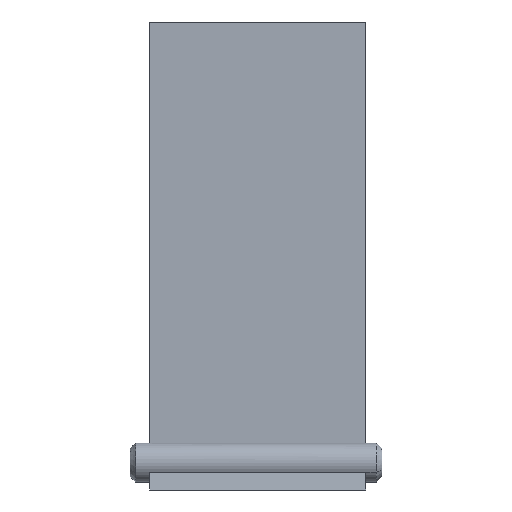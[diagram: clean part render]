
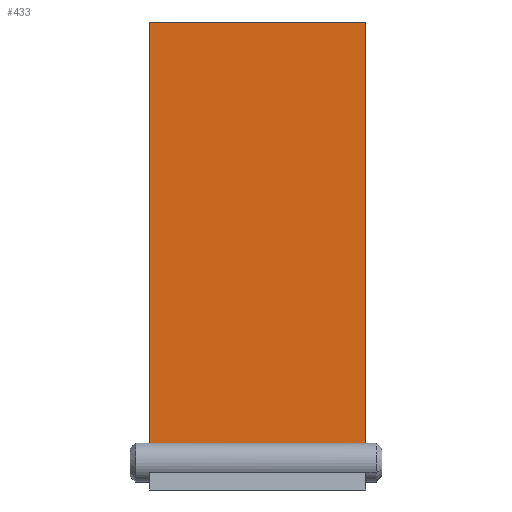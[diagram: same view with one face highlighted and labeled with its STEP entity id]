
A CAD part, top view. The second image highlights one B-rep face of the part: STEP entity #433.
In plain terms, the highlighted planar face has unit normal (0, 0, 1).
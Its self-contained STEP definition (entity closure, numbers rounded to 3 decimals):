
#140 = VERTEX_POINT('',#141);
#141 = CARTESIAN_POINT('',(41.81,34.028,-35.1));
#150 = EDGE_CURVE('',#151,#140,#153,.T.);
#151 = VERTEX_POINT('',#152);
#152 = CARTESIAN_POINT('',(81.81,34.028,-35.1));
#153 = LINE('',#154,#155);
#154 = CARTESIAN_POINT('',(81.81,34.028,-35.1));
#155 = VECTOR('',#156,1.);
#156 = DIRECTION('',(-1.,0.,0.));
#406 = EDGE_CURVE('',#407,#140,#409,.T.);
#407 = VERTEX_POINT('',#408);
#408 = CARTESIAN_POINT('',(41.81,112.028,-35.1));
#409 = LINE('',#410,#411);
#410 = CARTESIAN_POINT('',(41.81,14.448,-35.1));
#411 = VECTOR('',#412,1.);
#412 = DIRECTION('',(0.,-1.,0.));
#433 = ADVANCED_FACE('',(#434),#452,.F.);
#434 = FACE_BOUND('',#435,.F.);
#435 = EDGE_LOOP('',(#436,#444,#445,#446));
#436 = ORIENTED_EDGE('',*,*,#437,.F.);
#437 = EDGE_CURVE('',#151,#438,#440,.T.);
#438 = VERTEX_POINT('',#439);
#439 = CARTESIAN_POINT('',(81.81,112.028,-35.1));
#440 = LINE('',#441,#442);
#441 = CARTESIAN_POINT('',(81.81,34.028,-35.1));
#442 = VECTOR('',#443,1.);
#443 = DIRECTION('',(0.,1.,0.));
#444 = ORIENTED_EDGE('',*,*,#150,.T.);
#445 = ORIENTED_EDGE('',*,*,#406,.F.);
#446 = ORIENTED_EDGE('',*,*,#447,.F.);
#447 = EDGE_CURVE('',#438,#407,#448,.T.);
#448 = LINE('',#449,#450);
#449 = CARTESIAN_POINT('',(81.81,112.028,-35.1));
#450 = VECTOR('',#451,1.);
#451 = DIRECTION('',(-1.,0.,0.));
#452 = PLANE('',#453);
#453 = AXIS2_PLACEMENT_3D('',#454,#455,#456);
#454 = CARTESIAN_POINT('',(81.81,34.028,-35.1));
#455 = DIRECTION('',(0.,0.,-1.));
#456 = DIRECTION('',(0.,1.,0.));
